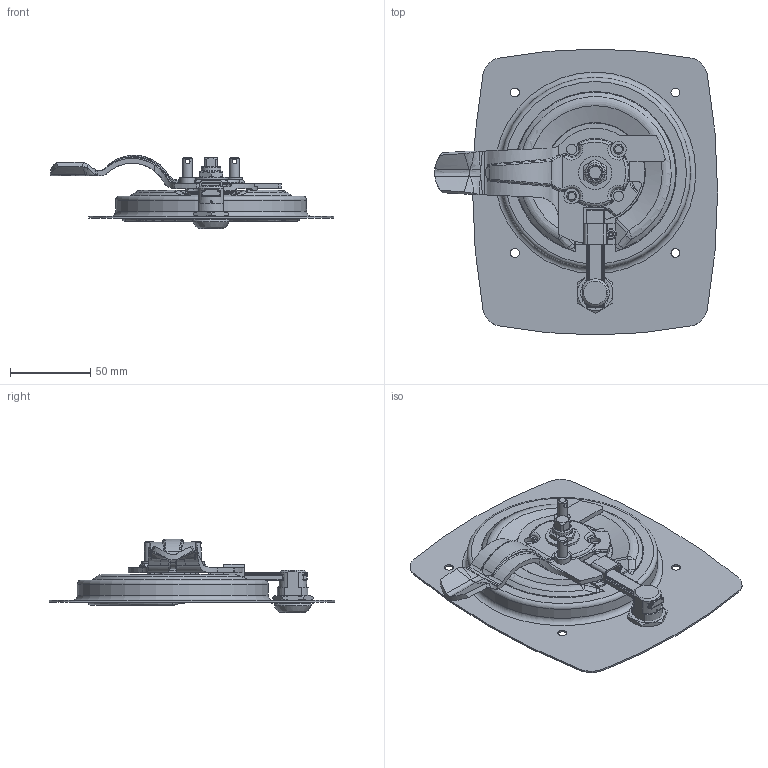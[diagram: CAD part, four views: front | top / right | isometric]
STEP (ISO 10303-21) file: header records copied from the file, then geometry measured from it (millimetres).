
FILE_DESCRIPTION((''),'2;1');
FILE_NAME('9030-SS R.stp','2013-07-29T09:47:56',('fredp'),(''),'Autodesk Inventor 2013','Autodesk Inventor 2013','');
FILE_SCHEMA(('AUTOMOTIVE_DESIGN { 1 0 10303 214 1 1 1 1 }'));
Length unit declared in the file: inch
Products named in the file (1): 9030-SS R
Bounding box: 176.2 x 177.8 x 45.65 mm (x, y, z)
Volume: 97246.9 mm3; surface area: 103798.2 mm2
Topology: 24 solids, 24 shells, 2236 faces, 5599 edges, 3415 vertices
Faces by surface type: plane 1213, cylinder 477, bspline 290, torus 149, cone 89, sphere 18
Full cylindrical faces by diameter (mm): 1.397 x1, 2.515 x2, 2.794 x2, 2.921 x2, 2.985 x8, 3.124 x2, 3.251 x4, 3.366 x2, 3.747 x2, 3.81 x1, 3.962 x2, 4.064 x4, 4.343 x2, 5.563 x4, 5.664 x2, 6.096 x2, 6.147 x2, 6.35 x4, 7.798 x1, 9.652 x2, 10.439 x1, 11.1 x1, 12.192 x1, 12.7 x2, 12.878 x1, 13.462 x1, 14.3 x1, 14.605 x1, 15.748 x1, 15.875 x1
Entity records: 73624 total; most frequent: CARTESIAN_POINT 20974, ORIENTED_EDGE 10734, DIRECTION 10073, EDGE_CURVE 5367, AXIS2_PLACEMENT_3D 3625, VERTEX_POINT 3385, VECTOR 2823, LINE 2823
